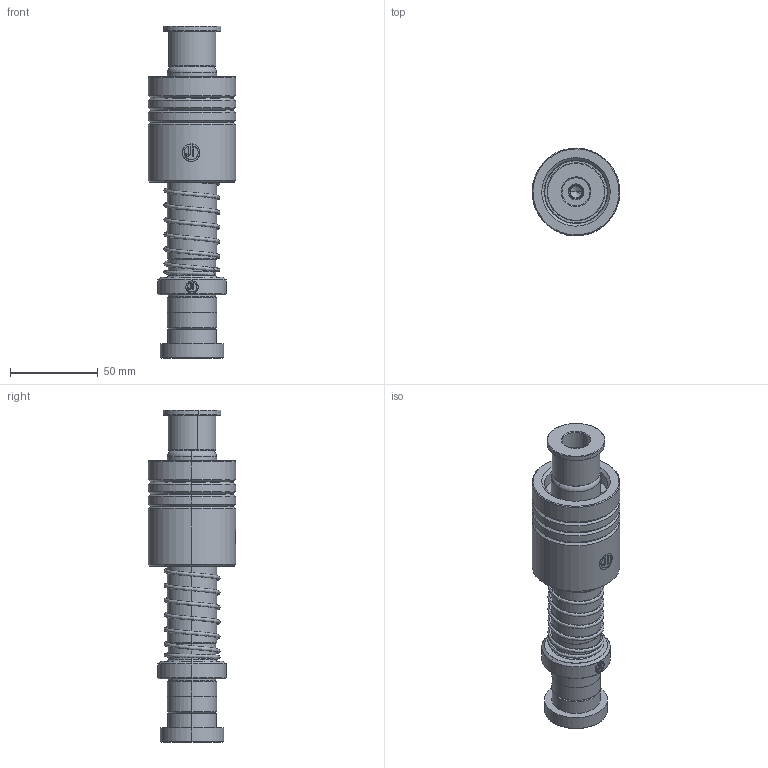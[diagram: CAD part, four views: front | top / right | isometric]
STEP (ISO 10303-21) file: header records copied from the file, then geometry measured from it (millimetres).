
FILE_DESCRIPTION (( 'STEP AP214' ), '1' );
FILE_NAME ('HKSH(HKJH)-D28-L130(BL-60).STEP', '2024-10-24T01:33:26', ( '111' ), ( '21222' ), 'SwSTEP 2.0', 'SolidWorks 2020', '' );
FILE_SCHEMA (( 'AUTOMOTIVE_DESIGN' ));
Length unit declared in the file: millimetre
Products named in the file (9): TRPK-D28-L130; BSH-35.5-28.5-L60; GTK-D33-d27; HWP-D31.3-d28.5-L50; BALL-D4; HKSH(HKJH)-D28-L130(BL-60); DRPK蹟簽D28; BSH-D35.5-28.5-L60郪蚾; TBB-D50-d36-L60
Assembly tree (175 placements, depth 3):
  HKSH(HKJH)-D28-L130(BL-60)
    TRPK-D28-L130
    DRPK蹟簽D28
    GTK-D33-d27
    TBB-D50-d36-L60
    HWP-D31.3-d28.5-L50
    BSH-D35.5-28.5-L60郪蚾
      BSH-35.5-28.5-L60
      BALL-D4  x168
Bounding box: 49.99 x 50 x 189 mm (x, y, z)
Volume: 187155.2 mm3; surface area: 74495.6 mm2
Topology: 174 solids, 174 shells, 870 faces, 3507 edges, 2314 vertices
Faces by surface type: sphere 672, cone 58, cylinder 56, plane 36, torus 26, bspline 22
Entity records: 39638 total; most frequent: CARTESIAN_POINT 24840, ORIENTED_EDGE 2964, DIRECTION 2640, EDGE_CURVE 1482, AXIS2_PLACEMENT_3D 1245, VERTEX_POINT 958, EDGE_LOOP 878, B_SPLINE_CURVE_WITH_KNOTS 781
